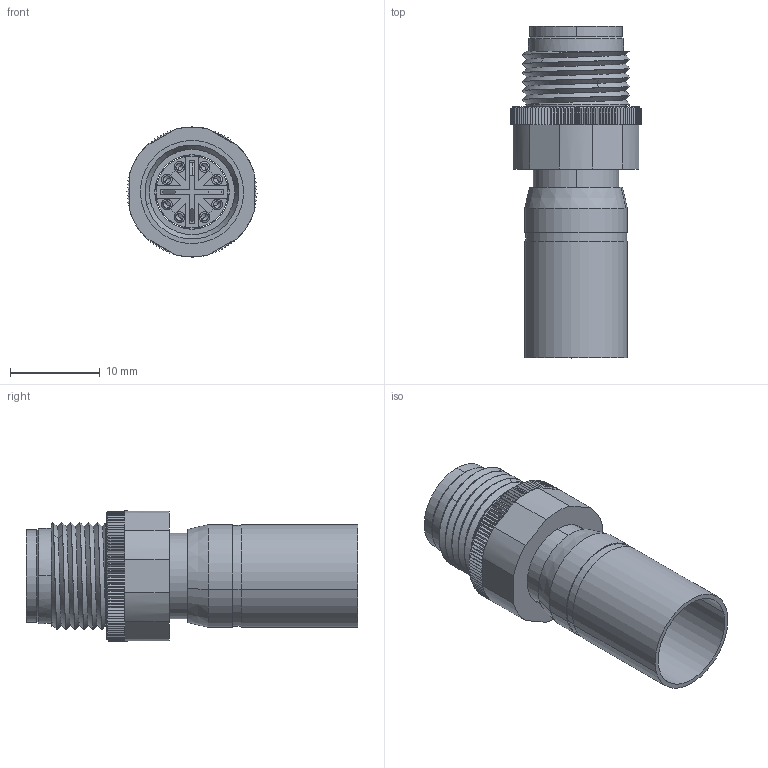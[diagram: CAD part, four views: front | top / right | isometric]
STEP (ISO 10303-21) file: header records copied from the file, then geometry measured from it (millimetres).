
FILE_DESCRIPTION (( 'STEP AP214' ), '1' );
FILE_NAME ('M128XM-MLD_3D NEW.STEP', '2021-10-27T12:24:46', ( '' ), ( '' ), 'SwSTEP 2.0', 'SolidWorks 2021', '' );
FILE_SCHEMA (( 'AUTOMOTIVE_DESIGN' ));
Length unit declared in the file: millimetre
Products named in the file (7): 1AA13-159 -MA4; 1AA13-159 -MA3; 1AA13-159-MA6; 1AA13-159 -MA1_Type 2 ; M128XM-MLD_3D NEW; 1AA13-159 -MA2; 1AA13-159 -MA5
Assembly tree (13 placements, depth 3):
  M128XM-MLD_3D NEW
    1AA13-159 -MA5
      1AA13-159 -MA4
      1AA13-159 -MA2
      1AA13-159 -MA3  x8
    1AA13-159-MA6
    1AA13-159 -MA1_Type 2 
Bounding box: 14.5 x 37 x 14.5 mm (x, y, z)
Volume: 2297.3 mm3; surface area: 6339.4 mm2
Topology: 12 solids, 12 shells, 1031 faces, 2518 edges, 1525 vertices
Faces by surface type: plane 516, cylinder 305, cone 178, bspline 31, torus 1
Entity records: 28091 total; most frequent: CARTESIAN_POINT 8662, ORIENTED_EDGE 4156, DIRECTION 3745, EDGE_CURVE 2078, AXIS2_PLACEMENT_3D 1313, VERTEX_POINT 1266, VECTOR 1119, LINE 1119
